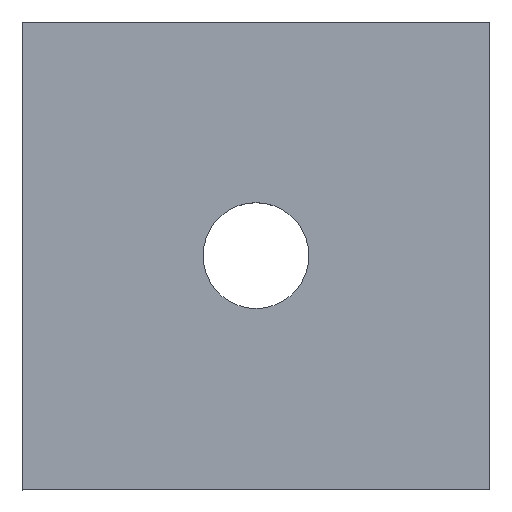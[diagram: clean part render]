
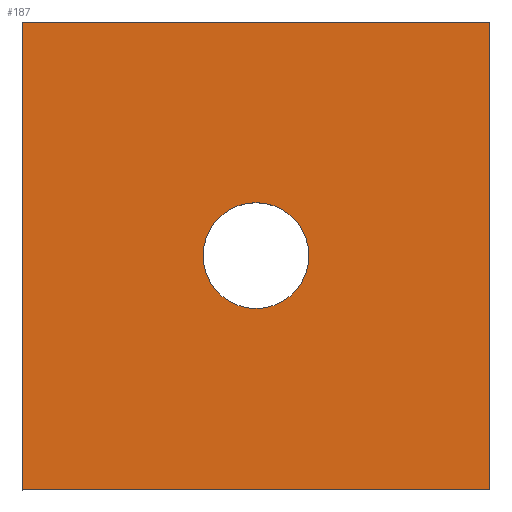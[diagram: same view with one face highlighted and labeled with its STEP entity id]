
A CAD part, top view. The second image highlights one B-rep face of the part: STEP entity #187.
In plain terms, the highlighted planar face has unit normal (0, 0, 1).
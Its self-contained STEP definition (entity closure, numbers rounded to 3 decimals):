
#22=FACE_BOUND('',#55,.T.);
#29=PLANE('',#222);
#40=FACE_OUTER_BOUND('',#54,.T.);
#54=EDGE_LOOP('',(#164,#165,#166,#167));
#55=EDGE_LOOP('',(#168));
#65=LINE('',#319,#78);
#66=LINE('',#322,#79);
#69=LINE('',#327,#82);
#70=LINE('',#329,#83);
#78=VECTOR('',#267,10.);
#79=VECTOR('',#270,10.);
#82=VECTOR('',#275,10.);
#83=VECTOR('',#278,10.);
#85=CIRCLE('',#205,1.7);
#91=VERTEX_POINT('',#285);
#100=VERTEX_POINT('',#313);
#102=VERTEX_POINT('',#317);
#103=VERTEX_POINT('',#321);
#104=VERTEX_POINT('',#325);
#107=EDGE_CURVE('',#91,#91,#85,.T.);
#122=EDGE_CURVE('',#100,#102,#65,.T.);
#123=EDGE_CURVE('',#103,#100,#66,.T.);
#126=EDGE_CURVE('',#104,#102,#69,.T.);
#127=EDGE_CURVE('',#103,#104,#70,.T.);
#164=ORIENTED_EDGE('',*,*,#127,.F.);
#165=ORIENTED_EDGE('',*,*,#123,.T.);
#166=ORIENTED_EDGE('',*,*,#122,.T.);
#167=ORIENTED_EDGE('',*,*,#126,.F.);
#168=ORIENTED_EDGE('',*,*,#107,.F.);
#187=ADVANCED_FACE('',(#40,#22),#29,.F.);
#205=AXIS2_PLACEMENT_3D('',#287,#231,#232);
#222=AXIS2_PLACEMENT_3D('',#328,#276,#277);
#231=DIRECTION('center_axis',(0.,0.,1.));
#232=DIRECTION('ref_axis',(1.,0.,0.));
#267=DIRECTION('',(0.,1.,0.));
#270=DIRECTION('',(1.,0.,0.));
#275=DIRECTION('',(1.,0.,0.));
#276=DIRECTION('center_axis',(0.,0.,-1.));
#277=DIRECTION('ref_axis',(0.,1.,0.));
#278=DIRECTION('',(0.,1.,0.));
#285=CARTESIAN_POINT('',(5.8,7.5,0.));
#287=CARTESIAN_POINT('Origin',(7.5,7.5,0.));
#313=CARTESIAN_POINT('',(15.,0.,0.));
#317=CARTESIAN_POINT('',(15.,15.,0.));
#319=CARTESIAN_POINT('',(15.,0.,0.));
#321=CARTESIAN_POINT('',(0.,0.,0.));
#322=CARTESIAN_POINT('',(0.,0.,0.));
#325=CARTESIAN_POINT('',(0.,15.,0.));
#327=CARTESIAN_POINT('',(0.,15.,0.));
#328=CARTESIAN_POINT('Origin',(0.,0.,0.));
#329=CARTESIAN_POINT('',(0.,0.,0.));
